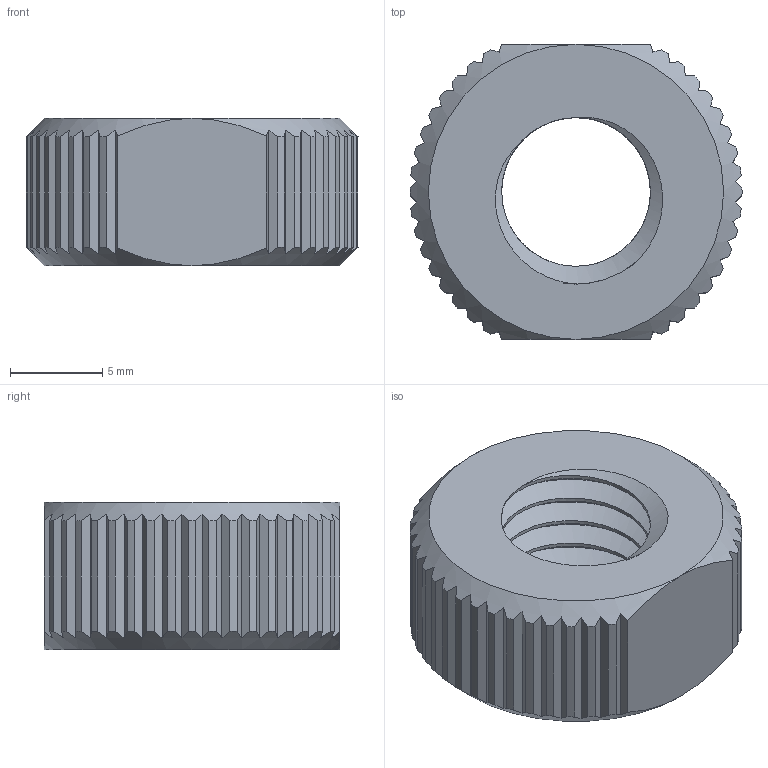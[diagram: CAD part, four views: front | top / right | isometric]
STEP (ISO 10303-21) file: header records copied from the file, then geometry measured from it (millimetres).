
FILE_DESCRIPTION(/* description */ (''),/* implementation_level */ '2;1');
FILE_NAME(/* name */ 'PENETRATOR-M-NUT-10-8-R2.step',/* time_stamp */ '2021-07-08T08:29:26+02:00',/* author */ (''),/* organization */ (''),/* preprocessor_version */ 'ST-DEVELOPER v18.1',/* originating_system */ 'Autodesk Translation Framework v10.9.0.1377',/* authorisation */ '');
FILE_SCHEMA (('AUTOMOTIVE_DESIGN { 1 0 10303 214 3 1 1 }'));
Length unit declared in the file: millimetre
Products named in the file (1): PENETRATOR-M-NUT-10-8-R2
Bounding box: 18 x 16 x 8 mm (x, y, z)
Volume: 1362.6 mm3; surface area: 1209.5 mm2
Topology: 1 solids, 1 shells, 123 faces, 359 edges, 238 vertices
Faces by surface type: plane 76, cylinder 40, cone 4, bspline 3
Full cylindrical faces by diameter (mm): 8.06 x4
Entity records: 5562 total; most frequent: CARTESIAN_POINT 2547, ORIENTED_EDGE 718, DIRECTION 505, EDGE_CURVE 359, VERTEX_POINT 238, AXIS2_PLACEMENT_3D 196, B_SPLINE_CURVE_WITH_KNOTS 161, EDGE_LOOP 125
